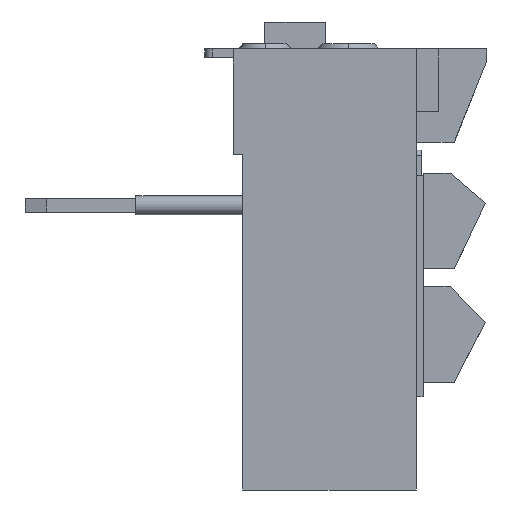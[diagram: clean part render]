
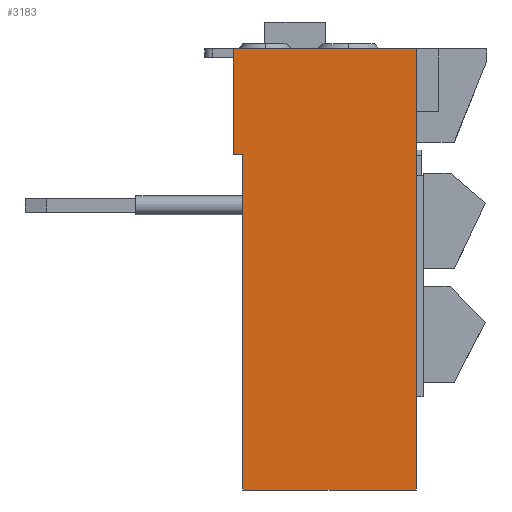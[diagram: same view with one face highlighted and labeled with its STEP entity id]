
A CAD part, left-side view. The second image highlights one B-rep face of the part: STEP entity #3183.
In plain terms, the highlighted planar face has unit normal (-1, 0, 0).
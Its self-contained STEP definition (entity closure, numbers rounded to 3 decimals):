
#3040 = EDGE_CURVE ( 'NONE', #3173, #3041, #6792, .T. ) ;
#3041 = VERTEX_POINT ( 'NONE', #6788 ) ;
#3051 = VERTEX_POINT ( 'NONE', #6619 ) ;
#3053 = EDGE_CURVE ( 'NONE', #3051, #3054, #6618, .T. ) ;
#3054 = VERTEX_POINT ( 'NONE', #6614 ) ;
#3127 = EDGE_LOOP ( 'NONE', ( #3184, #3187, #3188, #3190, #3200, #3202, #3203, #3248, #3251 ) ) ;
#3152 = VERTEX_POINT ( 'NONE', #7088 ) ;
#3154 = EDGE_CURVE ( 'NONE', #3152, #3155, #7086, .T. ) ;
#3155 = VERTEX_POINT ( 'NONE', #7085 ) ;
#3173 = VERTEX_POINT ( 'NONE', #6907 ) ;
#3183 = ADVANCED_FACE ( 'NONE', ( #7020 ), #7019, .F. ) ;
#3184 = ORIENTED_EDGE ( 'NONE', *, *, #3185, .F. ) ;
#3185 = EDGE_CURVE ( 'NONE', #3173, #3186, #7014, .T. ) ;
#3186 = VERTEX_POINT ( 'NONE', #7010 ) ;
#3187 = ORIENTED_EDGE ( 'NONE', *, *, #3040, .T. ) ;
#3188 = ORIENTED_EDGE ( 'NONE', *, *, #3189, .T. ) ;
#3189 = EDGE_CURVE ( 'NONE', #3041, #3054, #7009, .T. ) ;
#3190 = ORIENTED_EDGE ( 'NONE', *, *, #3053, .F. ) ;
#3200 = ORIENTED_EDGE ( 'NONE', *, *, #3201, .F. ) ;
#3201 = EDGE_CURVE ( 'NONE', #3155, #3051, #7095, .T. ) ;
#3202 = ORIENTED_EDGE ( 'NONE', *, *, #3154, .F. ) ;
#3203 = ORIENTED_EDGE ( 'NONE', *, *, #3204, .F. ) ;
#3204 = EDGE_CURVE ( 'NONE', #3247, #3152, #7238, .T. ) ;
#3247 = VERTEX_POINT ( 'NONE', #7144 ) ;
#3248 = ORIENTED_EDGE ( 'NONE', *, *, #3249, .F. ) ;
#3249 = EDGE_CURVE ( 'NONE', #3250, #3247, #7195, .T. ) ;
#3250 = VERTEX_POINT ( 'NONE', #7191 ) ;
#3251 = ORIENTED_EDGE ( 'NONE', *, *, #3252, .T. ) ;
#3252 = EDGE_CURVE ( 'NONE', #3250, #3186, #7190, .T. ) ;
#6614 = CARTESIAN_POINT ( 'NONE',  ( -33.75, -16.125, 0. ) ) ;
#6615 = DIRECTION ( 'NONE',  ( 0., 0., -1. ) ) ;
#6616 = VECTOR ( 'NONE', #6615, 1000. ) ;
#6617 = CARTESIAN_POINT ( 'NONE',  ( -33.75, -16.125, 80.25 ) ) ;
#6618 = LINE ( 'NONE', #6617, #6616 ) ;
#6619 = CARTESIAN_POINT ( 'NONE',  ( -33.75, -16.125, 81.75 ) ) ;
#6788 = CARTESIAN_POINT ( 'NONE',  ( -33.75, 16.125, 0. ) ) ;
#6789 = DIRECTION ( 'NONE',  ( 0., 0., -1. ) ) ;
#6790 = VECTOR ( 'NONE', #6789, 1000. ) ;
#6791 = CARTESIAN_POINT ( 'NONE',  ( -33.75, 16.125, 80.25 ) ) ;
#6792 = LINE ( 'NONE', #6791, #6790 ) ;
#6907 = CARTESIAN_POINT ( 'NONE',  ( -33.75, 16.125, 62.25 ) ) ;
#7006 = DIRECTION ( 'NONE',  ( 0., -1., 0. ) ) ;
#7007 = VECTOR ( 'NONE', #7006, 1000. ) ;
#7008 = CARTESIAN_POINT ( 'NONE',  ( -33.75, -16.125, 0. ) ) ;
#7009 = LINE ( 'NONE', #7008, #7007 ) ;
#7010 = CARTESIAN_POINT ( 'NONE',  ( -33.75, 17.875, 62.25 ) ) ;
#7011 = DIRECTION ( 'NONE',  ( 0., 1., 0. ) ) ;
#7012 = VECTOR ( 'NONE', #7011, 1000. ) ;
#7013 = CARTESIAN_POINT ( 'NONE',  ( -33.75, 17.875, 62.25 ) ) ;
#7014 = LINE ( 'NONE', #7013, #7012 ) ;
#7015 = DIRECTION ( 'NONE',  ( 0., 0., -1. ) ) ;
#7016 = DIRECTION ( 'NONE',  ( 1., 0., 0. ) ) ;
#7017 = CARTESIAN_POINT ( 'NONE',  ( -33.75, -16.125, 80.25 ) ) ;
#7018 = AXIS2_PLACEMENT_3D ( 'NONE', #7017, #7016, #7015 ) ;
#7019 = PLANE ( 'NONE',  #7018 ) ;
#7020 = FACE_OUTER_BOUND ( 'NONE', #3127, .T. ) ;
#7081 = CARTESIAN_POINT ( 'NONE',  ( -33.75, 11.721, 81.75 ) ) ;
#7082 = CARTESIAN_POINT ( 'NONE',  ( -33.752, 11.772, 81.75 ) ) ;
#7083 = CARTESIAN_POINT ( 'NONE',  ( -33.752, 11.824, 81.75 ) ) ;
#7084 = CARTESIAN_POINT ( 'NONE',  ( -33.751, 11.875, 81.75 ) ) ;
#7085 = CARTESIAN_POINT ( 'NONE',  ( -33.75, 11.721, 81.75 ) ) ;
#7086 = B_SPLINE_CURVE_WITH_KNOTS ( 'NONE', 3,
 ( #7084, #7083, #7082, #7081 ),
 .UNSPECIFIED., .F., .F.,
 ( 4, 4 ),
 ( 0.5, 1. ),
 .UNSPECIFIED. ) ;
#7088 = CARTESIAN_POINT ( 'NONE',  ( -33.751, 11.875, 81.75 ) ) ;
#7093 = VECTOR ( 'NONE', #7240, 1000. ) ;
#7094 = CARTESIAN_POINT ( 'NONE',  ( -33.75, -16.125, 81.75 ) ) ;
#7095 = LINE ( 'NONE', #7094, #7093 ) ;
#7144 = CARTESIAN_POINT ( 'NONE',  ( -33.75, 12.029, 81.75 ) ) ;
#7187 = DIRECTION ( 'NONE',  ( 0., 0., -1. ) ) ;
#7188 = VECTOR ( 'NONE', #7187, 1000. ) ;
#7189 = CARTESIAN_POINT ( 'NONE',  ( -33.75, 17.875, 81.75 ) ) ;
#7190 = LINE ( 'NONE', #7189, #7188 ) ;
#7191 = CARTESIAN_POINT ( 'NONE',  ( -33.75, 17.875, 81.75 ) ) ;
#7192 = DIRECTION ( 'NONE',  ( 0., -1., 0. ) ) ;
#7193 = VECTOR ( 'NONE', #7192, 1000. ) ;
#7194 = CARTESIAN_POINT ( 'NONE',  ( -33.75, -16.125, 81.75 ) ) ;
#7195 = LINE ( 'NONE', #7194, #7193 ) ;
#7234 = CARTESIAN_POINT ( 'NONE',  ( -33.751, 11.875, 81.75 ) ) ;
#7235 = CARTESIAN_POINT ( 'NONE',  ( -33.752, 11.926, 81.75 ) ) ;
#7236 = CARTESIAN_POINT ( 'NONE',  ( -33.752, 11.978, 81.75 ) ) ;
#7237 = CARTESIAN_POINT ( 'NONE',  ( -33.75, 12.029, 81.75 ) ) ;
#7238 = B_SPLINE_CURVE_WITH_KNOTS ( 'NONE', 3,
 ( #7237, #7236, #7235, #7234 ),
 .UNSPECIFIED., .F., .F.,
 ( 4, 4 ),
 ( 0., 0.5 ),
 .UNSPECIFIED. ) ;
#7240 = DIRECTION ( 'NONE',  ( 0., -1., 0. ) ) ;
